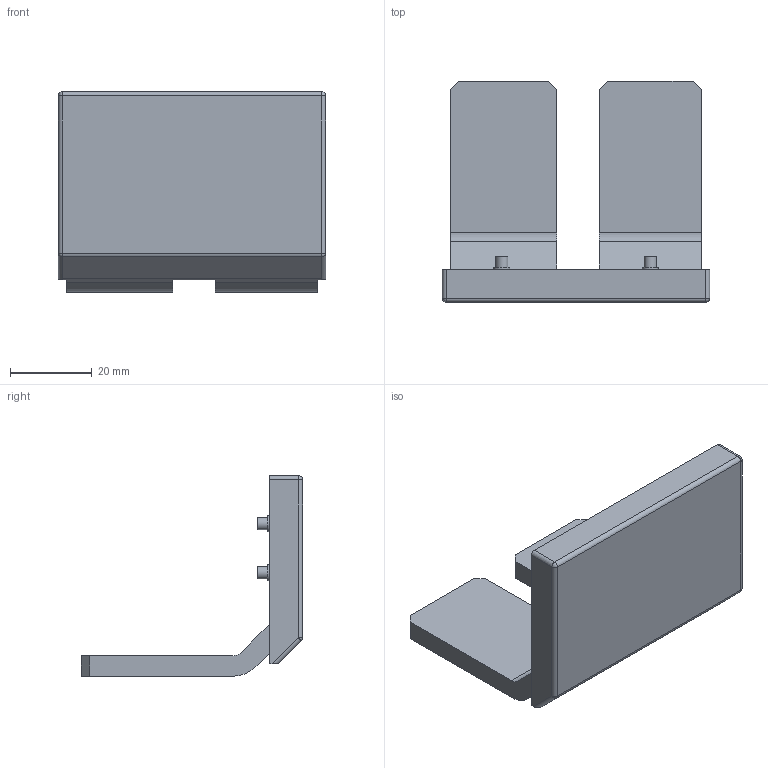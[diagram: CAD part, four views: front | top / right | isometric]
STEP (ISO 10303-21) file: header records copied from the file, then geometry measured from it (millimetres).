
FILE_DESCRIPTION(/* description */ (''),/* implementation_level */ '2;1');
FILE_NAME(/* name */ '2769_2_AQI_2-240.stp',/* time_stamp */ '2022-12-09T12:27:19+01:00',/* author */ (''),/* organization */ (''),/* preprocessor_version */ 'ST-DEVELOPER v16.7',/* originating_system */ 'SIEMENS PLM Software NX 12.0',/* authorisation */ '');
FILE_SCHEMA (('AUTOMOTIVE_DESIGN { 1 0 10303 214 3 1 1 1 }'));
Length unit declared in the file: millimetre
Products named in the file (1): 2769_2_AQI_2-240_stp
Bounding box: 65.3 x 54.04 x 48.99 mm (x, y, z)
Volume: 29853.3 mm3; surface area: 20782.3 mm2
Topology: 2 solids, 2 shells, 115 faces, 283 edges, 187 vertices
Faces by surface type: plane 68, cylinder 43, sphere 4
Full cylindrical faces by diameter (mm): 1.8 x4, 3 x4, 4 x4, 5 x4, 6 x4
Entity records: 3280 total; most frequent: CARTESIAN_POINT 590, DIRECTION 564, ORIENTED_EDGE 500, EDGE_CURVE 250, AXIS2_PLACEMENT_3D 202, VERTEX_POINT 176, EDGE_LOOP 160, LINE 160
